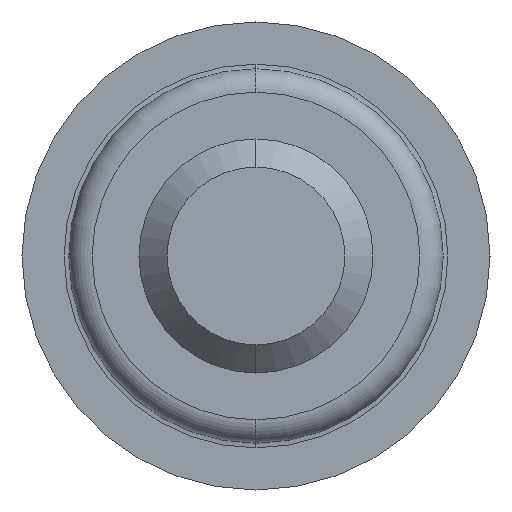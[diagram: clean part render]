
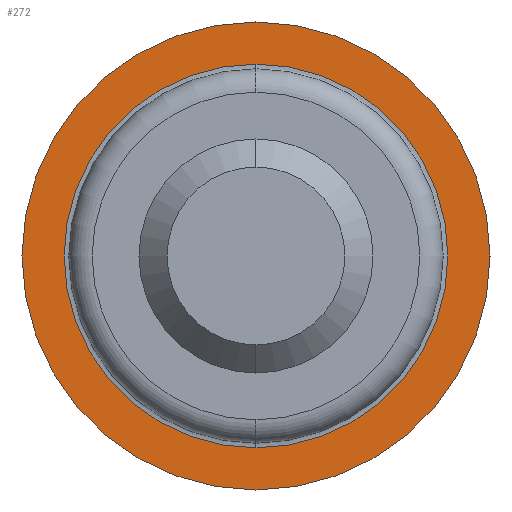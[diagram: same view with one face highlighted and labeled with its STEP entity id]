
A CAD part, left-side view. The second image highlights one B-rep face of the part: STEP entity #272.
In plain terms, the highlighted planar face has unit normal (-1, 0, 0).
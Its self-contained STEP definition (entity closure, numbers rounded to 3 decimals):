
#5 = VERTEX_POINT ( 'NONE', #249 ) ;
#86 = FACE_BOUND ( 'NONE', #906, .T. ) ;
#92 = AXIS2_PLACEMENT_3D ( 'NONE', #974, #875, #440 ) ;
#98 = PLANE ( 'NONE',  #92 ) ;
#101 = CARTESIAN_POINT ( 'NONE',  ( -5.6, 0., 0. ) ) ;
#185 = EDGE_CURVE ( 'NONE', #230, #461, #329, .T. ) ;
#230 = VERTEX_POINT ( 'NONE', #1388 ) ;
#249 = CARTESIAN_POINT ( 'NONE',  ( -5.6, 0., 4.1 ) ) ;
#251 = CARTESIAN_POINT ( 'NONE',  ( -5.6, 0., -5. ) ) ;
#272 = ADVANCED_FACE ( 'NONE', ( #86, #607 ), #98, .F. ) ;
#304 = VERTEX_POINT ( 'NONE', #1191 ) ;
#320 = DIRECTION ( 'NONE',  ( -1., 0., 0. ) ) ;
#329 = CIRCLE ( 'NONE', #958, 5. ) ;
#422 = CARTESIAN_POINT ( 'NONE',  ( -5.6, 0., 0. ) ) ;
#427 = CIRCLE ( 'NONE', #857, 4.1 ) ;
#440 = DIRECTION ( 'NONE',  ( 0., 0., -1. ) ) ;
#443 = ORIENTED_EDGE ( 'NONE', *, *, #1145, .T. ) ;
#461 = VERTEX_POINT ( 'NONE', #251 ) ;
#489 = AXIS2_PLACEMENT_3D ( 'NONE', #1111, #568, #1243 ) ;
#541 = DIRECTION ( 'NONE',  ( 0., 0., 1. ) ) ;
#562 = AXIS2_PLACEMENT_3D ( 'NONE', #860, #973, #541 ) ;
#568 = DIRECTION ( 'NONE',  ( -1., 0., 0. ) ) ;
#594 = ORIENTED_EDGE ( 'NONE', *, *, #1179, .F. ) ;
#607 = FACE_OUTER_BOUND ( 'NONE', #972, .T. ) ;
#612 = DIRECTION ( 'NONE',  ( 0., 0., 1. ) ) ;
#813 = CIRCLE ( 'NONE', #562, 5. ) ;
#829 = EDGE_CURVE ( 'NONE', #304, #5, #427, .T. ) ;
#857 = AXIS2_PLACEMENT_3D ( 'NONE', #101, #1313, #865 ) ;
#860 = CARTESIAN_POINT ( 'NONE',  ( -5.6, 0., 0. ) ) ;
#865 = DIRECTION ( 'NONE',  ( 0., 0., 1. ) ) ;
#872 = ORIENTED_EDGE ( 'NONE', *, *, #185, .T. ) ;
#875 = DIRECTION ( 'NONE',  ( 1., 0., 0. ) ) ;
#906 = EDGE_LOOP ( 'NONE', ( #594, #1192 ) ) ;
#958 = AXIS2_PLACEMENT_3D ( 'NONE', #422, #320, #612 ) ;
#972 = EDGE_LOOP ( 'NONE', ( #872, #443 ) ) ;
#973 = DIRECTION ( 'NONE',  ( -1., 0., 0. ) ) ;
#974 = CARTESIAN_POINT ( 'NONE',  ( -5.6, 5., 0. ) ) ;
#1081 = CIRCLE ( 'NONE', #489, 4.1 ) ;
#1111 = CARTESIAN_POINT ( 'NONE',  ( -5.6, 0., 0. ) ) ;
#1145 = EDGE_CURVE ( 'NONE', #461, #230, #813, .T. ) ;
#1179 = EDGE_CURVE ( 'NONE', #5, #304, #1081, .T. ) ;
#1191 = CARTESIAN_POINT ( 'NONE',  ( -5.6, 0., -4.1 ) ) ;
#1192 = ORIENTED_EDGE ( 'NONE', *, *, #829, .F. ) ;
#1243 = DIRECTION ( 'NONE',  ( 0., 0., 1. ) ) ;
#1313 = DIRECTION ( 'NONE',  ( -1., 0., 0. ) ) ;
#1388 = CARTESIAN_POINT ( 'NONE',  ( -5.6, 0., 5. ) ) ;
